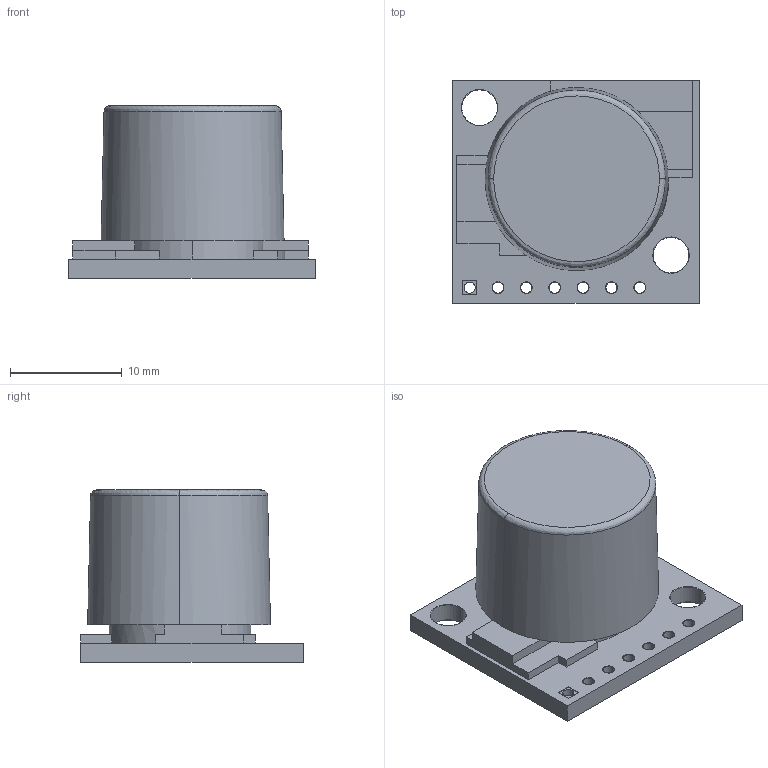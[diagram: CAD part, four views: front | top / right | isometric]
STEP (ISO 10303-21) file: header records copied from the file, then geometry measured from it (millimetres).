
FILE_DESCRIPTION (( 'STEP AP214' ), '1' );
FILE_NAME ('HRLV-MaxSonar-EZ.STEP', '2020-09-01T14:28:57', ( '' ), ( '' ), 'SwSTEP 2.0', 'SolidWorks 2016', '' );
FILE_SCHEMA (( 'AUTOMOTIVE_DESIGN' ));
Length unit declared in the file: millimetre
Products named in the file (1): HRLV-MaxSonar-EZ
Bounding box: 22.1 x 19.94 x 15.42 mm (x, y, z)
Volume: 3519.4 mm3; surface area: 1873.4 mm2
Topology: 1 solids, 1 shells, 279 faces, 732 edges, 486 vertices
Faces by surface type: plane 148, bspline 77, cylinder 54
Entity records: 10091 total; most frequent: CARTESIAN_POINT 2563, ORIENTED_EDGE 1464, DIRECTION 1096, EDGE_CURVE 732, VERTEX_POINT 486, LINE 462, VECTOR 462, EDGE_LOOP 328
